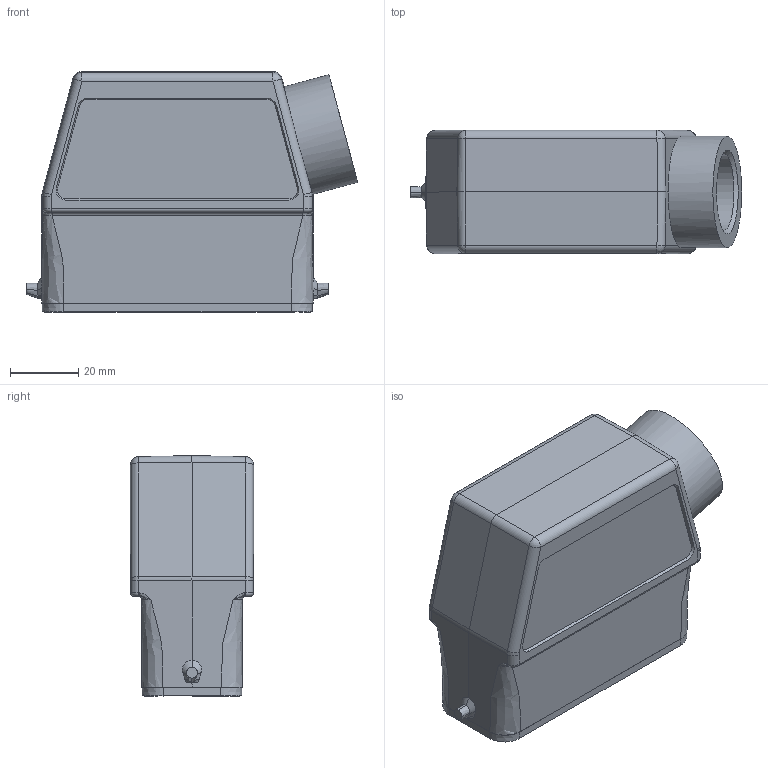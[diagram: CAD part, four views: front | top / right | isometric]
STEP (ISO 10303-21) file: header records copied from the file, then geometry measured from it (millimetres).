
FILE_DESCRIPTION(/* description */ (''),/* implementation_level */ '2;1');
FILE_NAME(/* name */ '100766979ugm000_a.stp',/* time_stamp */ '2018-08-09T16:51:34+02:00',/* author */ (''),/* organization */ (''),/* preprocessor_version */ 'ST-DEVELOPER v16.7',/* originating_system */ 'SIEMENS PLM Software NX 12.0',/* authorisation */ '');
FILE_SCHEMA (('AUTOMOTIVE_DESIGN { 1 0 10303 214 3 1 1 1 }'));
Length unit declared in the file: millimetre
Products named in the file (1): 100766979ugm000_a
Bounding box: 96.81 x 36 x 70.3 mm (x, y, z)
Volume: 71886.8 mm3; surface area: 34645.9 mm2
Topology: 1 solids, 1 shells, 411 faces, 1069 edges, 682 vertices
Faces by surface type: plane 193, bspline 98, cylinder 89, cone 19, torus 8, sphere 4
Full cylindrical faces by diameter (mm): 3 x4, 18.5 x1, 22.5 x1, 32.5 x1
Entity records: 16713 total; most frequent: CARTESIAN_POINT 6563, ORIENTED_EDGE 1978, DIRECTION 1677, EDGE_CURVE 989, VERTEX_POINT 621, AXIS2_PLACEMENT_3D 576, LINE 525, VECTOR 525
